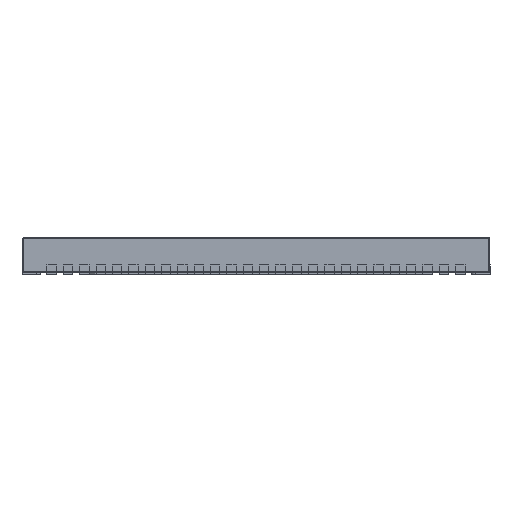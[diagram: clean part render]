
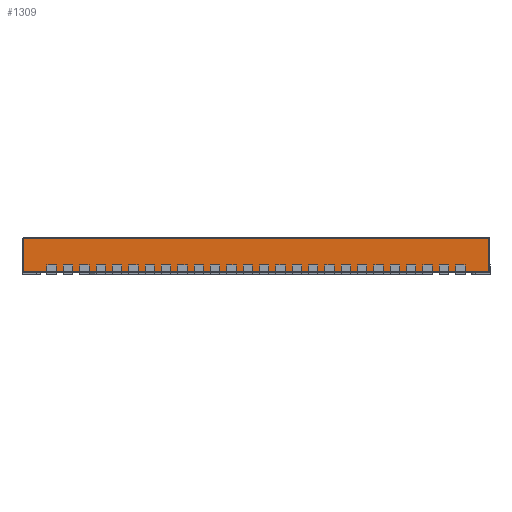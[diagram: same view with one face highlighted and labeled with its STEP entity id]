
A CAD part, left-side view. The second image highlights one B-rep face of the part: STEP entity #1309.
In plain terms, the highlighted planar face has unit normal (-1, 0, 0).
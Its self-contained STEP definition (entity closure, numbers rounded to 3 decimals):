
#435=ORIENTED_EDGE('',*,*,#696,.F.);
#436=ORIENTED_EDGE('',*,*,#701,.T.);
#437=ORIENTED_EDGE('',*,*,#708,.T.);
#438=ORIENTED_EDGE('',*,*,#697,.F.);
#696=EDGE_CURVE('',#837,#835,#927,.T.);
#697=EDGE_CURVE('',#835,#842,#928,.T.);
#701=EDGE_CURVE('',#837,#844,#930,.T.);
#708=EDGE_CURVE('',#844,#842,#933,.T.);
#835=VERTEX_POINT('',#2658);
#837=VERTEX_POINT('',#2664);
#842=VERTEX_POINT('',#2688);
#844=VERTEX_POINT('',#2694);
#927=LINE('',#2685,#1023);
#928=LINE('',#2687,#1024);
#930=LINE('',#2695,#1026);
#933=LINE('',#2709,#1029);
#1023=VECTOR('',#2258,1000.);
#1024=VECTOR('',#2261,1000.);
#1026=VECTOR('',#2269,1000.);
#1029=VECTOR('',#2290,1000.);
#1111=EDGE_LOOP('',(#435,#436,#437,#438));
#1197=FACE_BOUND('',#1111,.T.);
#1259=PLANE('',#1935);
#1309=ADVANCED_FACE('',(#1197),#1259,.F.);
#1935=AXIS2_PLACEMENT_3D('',#2708,#2288,#2289);
#2258=DIRECTION('',(0.,0.,1.));
#2261=DIRECTION('',(0.,-1.,0.));
#2269=DIRECTION('',(0.,-1.,0.));
#2288=DIRECTION('',(1.,0.,0.));
#2289=DIRECTION('',(0.,-1.,0.));
#2290=DIRECTION('',(0.,0.,1.));
#2658=CARTESIAN_POINT('',(-5.,4.98,0.73));
#2664=CARTESIAN_POINT('',(-5.,4.98,0.02));
#2685=CARTESIAN_POINT('',(-5.,4.98,0.));
#2687=CARTESIAN_POINT('',(-5.,5.,0.73));
#2688=CARTESIAN_POINT('',(-5.,-4.98,0.73));
#2694=CARTESIAN_POINT('',(-5.,-4.98,0.02));
#2695=CARTESIAN_POINT('',(-5.,5.,0.02));
#2708=CARTESIAN_POINT('',(-5.,5.,0.));
#2709=CARTESIAN_POINT('',(-5.,-4.98,0.));
